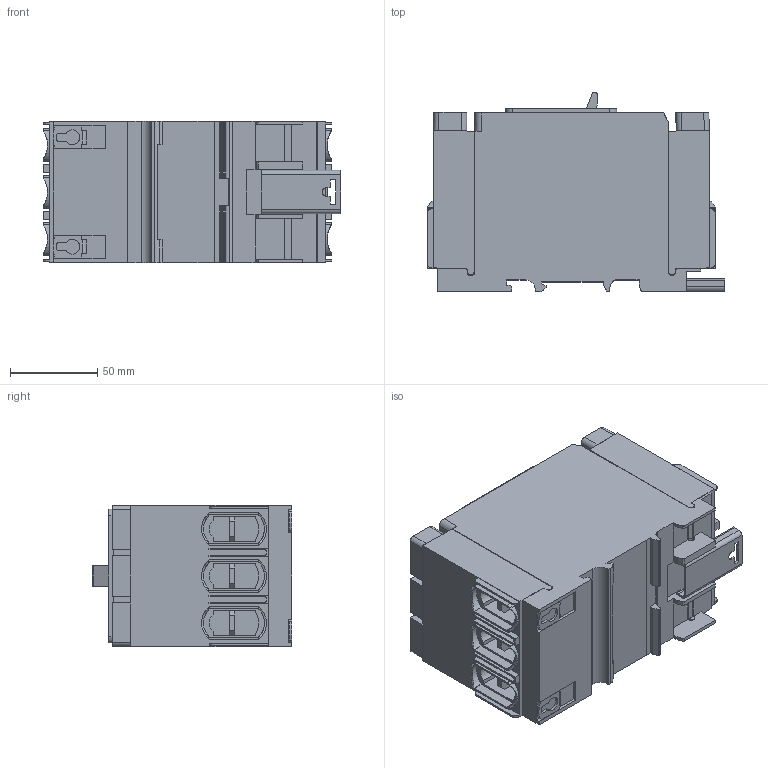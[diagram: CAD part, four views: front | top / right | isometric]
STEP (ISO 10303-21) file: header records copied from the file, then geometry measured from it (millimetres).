
FILE_DESCRIPTION((''),'2;1');
FILE_NAME('SIMPLIFIED_ASM','2019-02-13T14:47:21',('danae.lavaud'),(''),'CREO PARAMETRIC BY PTC INC, 2018260','CREO PARAMETRIC BY PTC INC, 2018260','');
FILE_SCHEMA(('CONFIG_CONTROL_DESIGN'));
Length unit declared in the file: millimetre
Products named in the file (10): CORPS; ELEMENT; PRT0001; MANETTE; PRT0002; PRT0003; VIS; PRT0004; PRT0005; SIMPLIFIED_ASM
Assembly tree (9 placements, depth 2):
  SIMPLIFIED_ASM
    CORPS
    ELEMENT
    PRT0001
    MANETTE
    PRT0002
    PRT0003
    VIS
    PRT0004
    PRT0005
Bounding box: 170.9 x 114.5 x 81 mm (x, y, z)
Volume: 1200459.4 mm3; surface area: 154969.4 mm2
Topology: 21 solids, 21 shells, 848 faces, 2247 edges, 1462 vertices
Faces by surface type: plane 550, cylinder 209, extrusion 89
Entity records: 28233 total; most frequent: CARTESIAN_POINT 6891, ORIENTED_EDGE 4494, DIRECTION 4141, EDGE_CURVE 2247, VECTOR 1765, LINE 1676, VERTEX_POINT 1462, AXIS2_PLACEMENT_3D 1188
